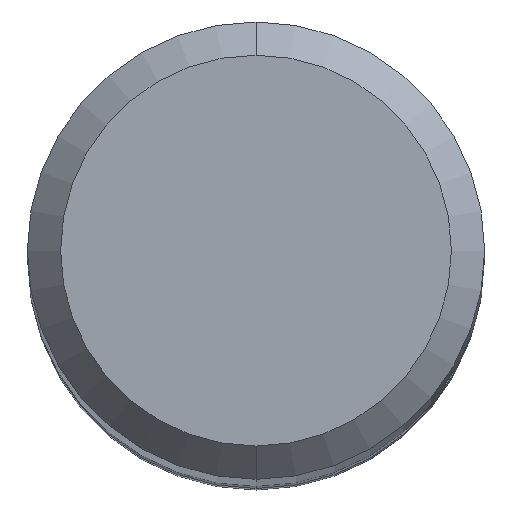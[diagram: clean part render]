
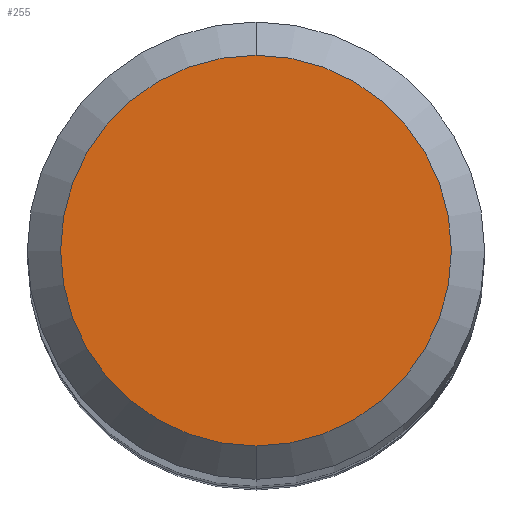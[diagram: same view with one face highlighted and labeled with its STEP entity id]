
A CAD part, top view. The second image highlights one B-rep face of the part: STEP entity #255.
In plain terms, the highlighted planar face has unit normal (0, 0, 1).
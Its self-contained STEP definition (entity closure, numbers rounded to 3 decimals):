
#169=EDGE_CURVE('',#281,#231,#406,.T.);
#231=VERTEX_POINT('',#475);
#255=ADVANCED_FACE('',(#504),#505,.T.);
#281=VERTEX_POINT('',#532);
#305=EDGE_CURVE('',#231,#281,#560,.T.);
#406=CIRCLE('',#660,2.35);
#475=CARTESIAN_POINT('',(0.,-2.35,0.0));
#504=FACE_OUTER_BOUND('',#796,.T.);
#505=PLANE('',#797);
#532=CARTESIAN_POINT('',(0.0,2.35,0.0));
#560=CIRCLE('',#863,2.35);
#660=AXIS2_PLACEMENT_3D('',#977,#978,#979);
#796=EDGE_LOOP('',(#1116,#1117));
#797=AXIS2_PLACEMENT_3D('',#1118,#1119,#1120);
#863=AXIS2_PLACEMENT_3D('',#1184,#1185,#1186);
#977=CARTESIAN_POINT('',(0.0,0.0,0.0));
#978=DIRECTION('',(0.0,0.0,-1.0));
#979=DIRECTION('',(0.0,1.0,0.0));
#1116=ORIENTED_EDGE('',*,*,#169,.F.);
#1117=ORIENTED_EDGE('',*,*,#305,.F.);
#1118=CARTESIAN_POINT('',(0.0,1.175,0.0));
#1119=DIRECTION('',(-0.0,0.0,1.0));
#1120=DIRECTION('',(0.0,-1.0,0.0));
#1184=CARTESIAN_POINT('',(0.0,0.0,0.0));
#1185=DIRECTION('',(0.0,0.0,-1.0));
#1186=DIRECTION('',(0.0,1.0,0.0));
